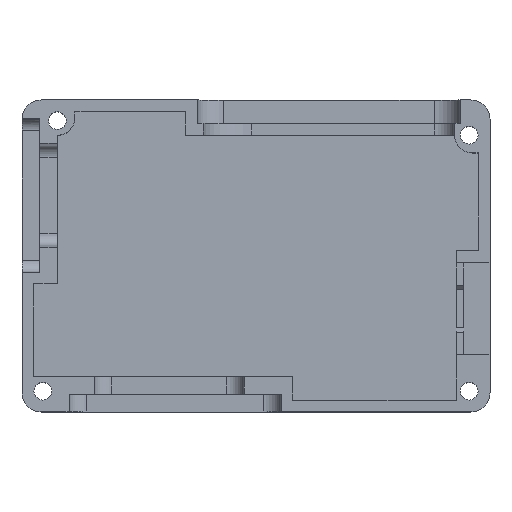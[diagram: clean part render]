
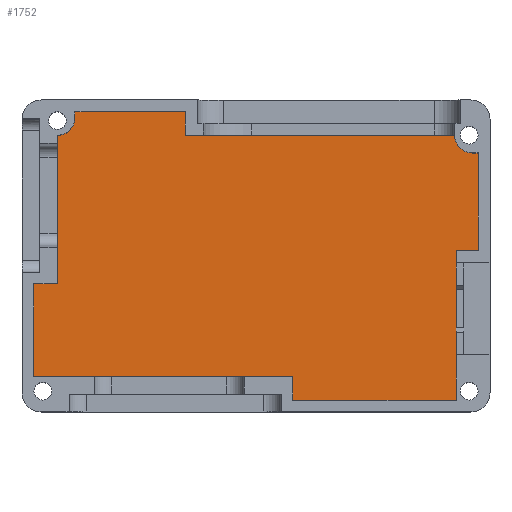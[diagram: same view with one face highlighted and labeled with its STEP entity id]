
A CAD part, top view. The second image highlights one B-rep face of the part: STEP entity #1752.
In plain terms, the highlighted planar face has unit normal (0, 0, 1).
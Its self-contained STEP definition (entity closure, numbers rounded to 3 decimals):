
#144=FACE_OUTER_BOUND('',#247,.T.);
#247=EDGE_LOOP('',(#1558,#1559,#1560,#1561,#1562,#1563,#1564,#1565,#1566,
#1567,#1568,#1569,#1570,#1571,#1572,#1573,#1574,#1575,#1576));
#303=CIRCLE('',#1890,3.);
#305=CIRCLE('',#1897,3.);
#308=CIRCLE('',#1914,2.25);
#309=CIRCLE('',#1915,2.25);
#445=LINE('',#2796,#636);
#449=LINE('',#2804,#640);
#452=LINE('',#2809,#643);
#454=LINE('',#2813,#645);
#456=LINE('',#2817,#647);
#459=LINE('',#2825,#650);
#461=LINE('',#2829,#652);
#463=LINE('',#2833,#654);
#465=LINE('',#2837,#656);
#468=LINE('',#2847,#659);
#471=LINE('',#2853,#662);
#493=LINE('',#2902,#684);
#495=LINE('',#2908,#686);
#496=LINE('',#2909,#687);
#497=LINE('',#2910,#688);
#636=VECTOR('',#2285,10.);
#640=VECTOR('',#2291,10.);
#643=VECTOR('',#2296,10.);
#645=VECTOR('',#2300,10.);
#647=VECTOR('',#2304,10.);
#650=VECTOR('',#2313,10.);
#652=VECTOR('',#2317,10.);
#654=VECTOR('',#2321,10.);
#656=VECTOR('',#2325,10.);
#659=VECTOR('',#2336,10.);
#662=VECTOR('',#2341,10.);
#684=VECTOR('',#2389,10.);
#686=VECTOR('',#2395,10.);
#687=VECTOR('',#2396,10.);
#688=VECTOR('',#2397,10.);
#692=VERTEX_POINT('',#2413);
#693=VERTEX_POINT('',#2414);
#821=VERTEX_POINT('',#2794);
#822=VERTEX_POINT('',#2795);
#825=VERTEX_POINT('',#2803);
#826=VERTEX_POINT('',#2808);
#827=VERTEX_POINT('',#2812);
#828=VERTEX_POINT('',#2816);
#829=VERTEX_POINT('',#2820);
#830=VERTEX_POINT('',#2824);
#831=VERTEX_POINT('',#2828);
#832=VERTEX_POINT('',#2832);
#833=VERTEX_POINT('',#2836);
#835=VERTEX_POINT('',#2842);
#836=VERTEX_POINT('',#2846);
#838=VERTEX_POINT('',#2852);
#852=VERTEX_POINT('',#2901);
#853=VERTEX_POINT('',#2905);
#854=VERTEX_POINT('',#2907);
#1042=EDGE_CURVE('',#821,#822,#445,.T.);
#1046=EDGE_CURVE('',#822,#825,#449,.T.);
#1049=EDGE_CURVE('',#825,#826,#452,.T.);
#1051=EDGE_CURVE('',#826,#827,#454,.T.);
#1053=EDGE_CURVE('',#827,#828,#456,.T.);
#1055=EDGE_CURVE('',#828,#829,#303,.F.);
#1057=EDGE_CURVE('',#829,#830,#459,.T.);
#1059=EDGE_CURVE('',#830,#831,#461,.T.);
#1061=EDGE_CURVE('',#831,#832,#463,.T.);
#1063=EDGE_CURVE('',#832,#833,#465,.T.);
#1066=EDGE_CURVE('',#833,#835,#305,.F.);
#1068=EDGE_CURVE('',#835,#836,#468,.T.);
#1071=EDGE_CURVE('',#836,#838,#471,.T.);
#1095=EDGE_CURVE('',#852,#821,#493,.T.);
#1097=EDGE_CURVE('',#692,#853,#308,.T.);
#1098=EDGE_CURVE('',#854,#692,#495,.T.);
#1099=EDGE_CURVE('',#838,#854,#496,.T.);
#1100=EDGE_CURVE('',#693,#852,#497,.T.);
#1101=EDGE_CURVE('',#853,#693,#309,.T.);
#1558=ORIENTED_EDGE('',*,*,#1097,.F.);
#1559=ORIENTED_EDGE('',*,*,#1098,.F.);
#1560=ORIENTED_EDGE('',*,*,#1099,.F.);
#1561=ORIENTED_EDGE('',*,*,#1071,.F.);
#1562=ORIENTED_EDGE('',*,*,#1068,.F.);
#1563=ORIENTED_EDGE('',*,*,#1066,.F.);
#1564=ORIENTED_EDGE('',*,*,#1063,.F.);
#1565=ORIENTED_EDGE('',*,*,#1061,.F.);
#1566=ORIENTED_EDGE('',*,*,#1059,.F.);
#1567=ORIENTED_EDGE('',*,*,#1057,.F.);
#1568=ORIENTED_EDGE('',*,*,#1055,.F.);
#1569=ORIENTED_EDGE('',*,*,#1053,.F.);
#1570=ORIENTED_EDGE('',*,*,#1051,.F.);
#1571=ORIENTED_EDGE('',*,*,#1049,.F.);
#1572=ORIENTED_EDGE('',*,*,#1046,.F.);
#1573=ORIENTED_EDGE('',*,*,#1042,.F.);
#1574=ORIENTED_EDGE('',*,*,#1095,.F.);
#1575=ORIENTED_EDGE('',*,*,#1100,.F.);
#1576=ORIENTED_EDGE('',*,*,#1101,.F.);
#1663=PLANE('',#1913);
#1752=ADVANCED_FACE('',(#144),#1663,.T.);
#1890=AXIS2_PLACEMENT_3D('',#2821,#2308,#2309);
#1897=AXIS2_PLACEMENT_3D('',#2843,#2331,#2332);
#1913=AXIS2_PLACEMENT_3D('',#2904,#2391,#2392);
#1914=AXIS2_PLACEMENT_3D('',#2906,#2393,#2394);
#1915=AXIS2_PLACEMENT_3D('',#2911,#2398,#2399);
#2285=DIRECTION('',(0.,1.,0.));
#2291=DIRECTION('',(-1.,0.,0.));
#2296=DIRECTION('',(0.,1.,0.));
#2300=DIRECTION('',(1.,0.,0.));
#2304=DIRECTION('',(0.,1.,0.));
#2308=DIRECTION('center_axis',(0.,0.,-1.));
#2309=DIRECTION('ref_axis',(0.707,-0.707,0.));
#2313=DIRECTION('',(0.,1.,0.));
#2317=DIRECTION('',(1.,0.,0.));
#2321=DIRECTION('',(0.,-1.,0.));
#2325=DIRECTION('',(1.,0.,0.));
#2331=DIRECTION('center_axis',(0.,0.,-1.));
#2332=DIRECTION('ref_axis',(-0.707,-0.707,0.));
#2336=DIRECTION('',(1.,0.,0.));
#2341=DIRECTION('',(0.,-1.,0.));
#2389=DIRECTION('',(-1.,0.,0.));
#2391=DIRECTION('center_axis',(0.,0.,1.));
#2392=DIRECTION('ref_axis',(1.,0.,0.));
#2393=DIRECTION('center_axis',(0.,0.,1.));
#2394=DIRECTION('ref_axis',(1.,0.,0.));
#2395=DIRECTION('',(0.,-1.,0.));
#2396=DIRECTION('',(-1.,0.,0.));
#2397=DIRECTION('',(0.,-1.,0.));
#2398=DIRECTION('center_axis',(0.,0.,1.));
#2399=DIRECTION('ref_axis',(1.,0.,0.));
#2413=CARTESIAN_POINT('',(34.75,-22.14,0.));
#2414=CARTESIAN_POINT('',(34.75,-22.81,0.));
#2794=CARTESIAN_POINT('',(7.,-24.,0.));
#2795=CARTESIAN_POINT('',(7.,-20.,0.));
#2796=CARTESIAN_POINT('',(7.,-11.75,0.));
#2803=CARTESIAN_POINT('',(-37.,-20.,0.));
#2804=CARTESIAN_POINT('',(34.5,-20.,0.));
#2808=CARTESIAN_POINT('',(-37.,-4.234,0.));
#2809=CARTESIAN_POINT('',(-37.,-9.75,0.));
#2812=CARTESIAN_POINT('',(-33.,-4.234,0.));
#2813=CARTESIAN_POINT('',(-18.125,-4.234,0.));
#2816=CARTESIAN_POINT('',(-33.,21.,0.));
#2817=CARTESIAN_POINT('',(-33.,-20.,0.));
#2820=CARTESIAN_POINT('',(-30.,24.,0.));
#2821=CARTESIAN_POINT('Origin',(-33.,24.,0.));
#2824=CARTESIAN_POINT('',(-30.,25.,0.));
#2825=CARTESIAN_POINT('',(-30.,10.75,0.));
#2828=CARTESIAN_POINT('',(-11.25,25.,0.));
#2829=CARTESIAN_POINT('',(-14.625,25.,0.));
#2832=CARTESIAN_POINT('',(-11.25,21.,0.));
#2833=CARTESIAN_POINT('',(-11.25,12.75,0.));
#2836=CARTESIAN_POINT('',(34.5,21.,0.));
#2837=CARTESIAN_POINT('',(-33.,21.,0.));
#2842=CARTESIAN_POINT('',(37.5,18.,0.));
#2843=CARTESIAN_POINT('Origin',(37.5,21.,0.));
#2846=CARTESIAN_POINT('',(38.5,18.,0.));
#2847=CARTESIAN_POINT('',(17.625,18.,0.));
#2852=CARTESIAN_POINT('',(38.5,1.5,0.));
#2853=CARTESIAN_POINT('',(38.5,9.25,0.));
#2901=CARTESIAN_POINT('',(34.75,-24.,0.));
#2902=CARTESIAN_POINT('',(17.625,-24.,0.));
#2904=CARTESIAN_POINT('Origin',(0.75,0.5,0.));
#2905=CARTESIAN_POINT('',(34.725,-22.475,0.));
#2906=CARTESIAN_POINT('Origin',(36.975,-22.475,0.));
#2907=CARTESIAN_POINT('',(34.75,1.5,0.));
#2908=CARTESIAN_POINT('',(34.75,-9.75,0.));
#2909=CARTESIAN_POINT('',(19.625,1.5,0.));
#2910=CARTESIAN_POINT('',(34.75,-9.75,0.));
#2911=CARTESIAN_POINT('Origin',(36.975,-22.475,0.));
